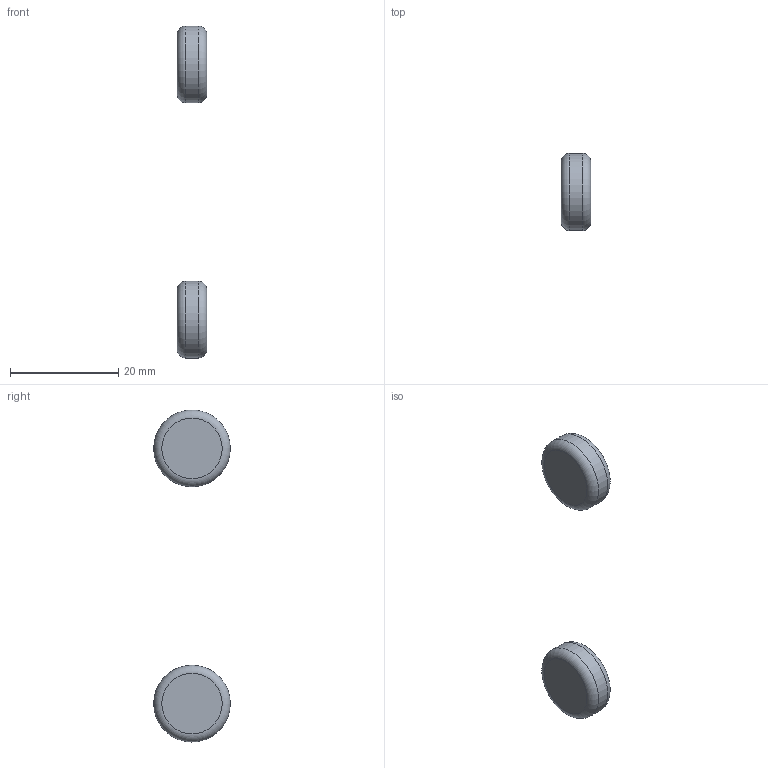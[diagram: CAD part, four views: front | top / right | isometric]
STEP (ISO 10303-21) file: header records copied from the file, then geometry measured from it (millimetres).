
FILE_DESCRIPTION(/* description */ (''),/* implementation_level */ '2;1');
FILE_NAME(/* name */ 'wheels.stp',/* time_stamp */ '2025-03-15T11:16:26+01:00',/* author */ ('Matte'),/* organization */ (''),/* preprocessor_version */ 'ST-DEVELOPER v20',/* originating_system */ 'Autodesk Inventor 2025',/* authorisation */ '');
FILE_SCHEMA (('AUTOMOTIVE_DESIGN { 1 0 10303 214 3 1 1 }'));
Length unit declared in the file: metre
Products named in the file (1): cad_Coupe_body
Bounding box: 5.45 x 14.19 x 61.36 mm (x, y, z)
Volume: 1641.2 mm3; surface area: 999.4 mm2
Topology: 2 solids, 2 shells, 10 faces, 18 edges, 12 vertices
Faces by surface type: torus 4, plane 4, cylinder 2
Full cylindrical faces by diameter (mm): 14.188 x2
Entity records: 300 total; most frequent: DIRECTION 56, CARTESIAN_POINT 41, ORIENTED_EDGE 36, AXIS2_PLACEMENT_3D 27, EDGE_CURVE 18, CIRCLE 16, VERTEX_POINT 12, FACE_OUTER_BOUND 10
